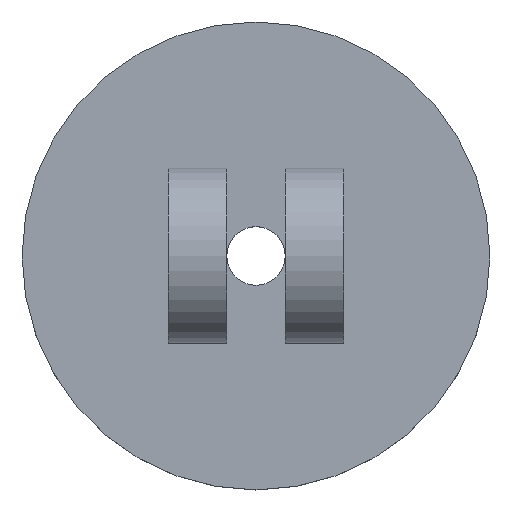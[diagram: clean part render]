
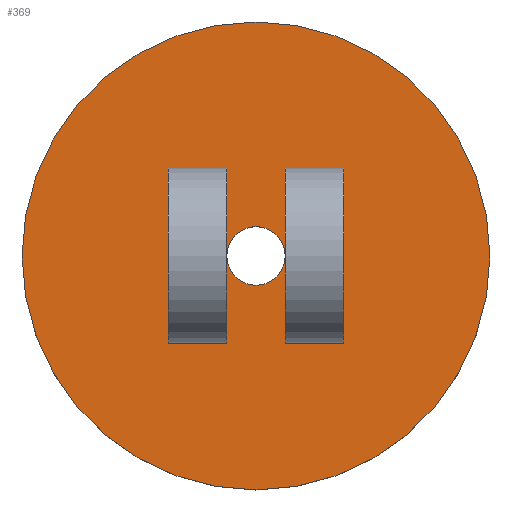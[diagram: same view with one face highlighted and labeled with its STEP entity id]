
A CAD part, top view. The second image highlights one B-rep face of the part: STEP entity #369.
In plain terms, the highlighted planar face has unit normal (0, 0, 1).
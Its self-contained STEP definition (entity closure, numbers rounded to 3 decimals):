
#5 = DIRECTION ( 'NONE',  ( 1., 0., 0. ) ) ;
#10 = DIRECTION ( 'NONE',  ( 0., 0., 1. ) ) ;
#29 = DIRECTION ( 'NONE',  ( 1., 0., 0. ) ) ;
#30 = ORIENTED_EDGE ( 'NONE', *, *, #589, .T. ) ;
#38 = ORIENTED_EDGE ( 'NONE', *, *, #78, .T. ) ;
#39 = EDGE_CURVE ( 'NONE', #610, #577, #224, .T. ) ;
#49 = CARTESIAN_POINT ( 'NONE',  ( -2.5, -7.5, 5. ) ) ;
#50 = ORIENTED_EDGE ( 'NONE', *, *, #134, .F. ) ;
#55 = ORIENTED_EDGE ( 'NONE', *, *, #627, .F. ) ;
#58 = EDGE_CURVE ( 'NONE', #443, #591, #326, .T. ) ;
#63 = DIRECTION ( 'NONE',  ( 0., 1., 0. ) ) ;
#78 = EDGE_CURVE ( 'NONE', #543, #443, #122, .T. ) ;
#95 = VECTOR ( 'NONE', #662, 1000. ) ;
#99 = DIRECTION ( 'NONE',  ( 0., 0., 1. ) ) ;
#106 = LINE ( 'NONE', #49, #242 ) ;
#117 = EDGE_CURVE ( 'NONE', #483, #213, #601, .T. ) ;
#121 = CARTESIAN_POINT ( 'NONE',  ( 2.5, -7.5, 5. ) ) ;
#122 = LINE ( 'NONE', #493, #378 ) ;
#133 = CARTESIAN_POINT ( 'NONE',  ( 2.5, -7.5, 5. ) ) ;
#134 = EDGE_CURVE ( 'NONE', #213, #610, #655, .T. ) ;
#135 = DIRECTION ( 'NONE',  ( 0., 0., 1. ) ) ;
#137 = VECTOR ( 'NONE', #593, 1000. ) ;
#143 = CARTESIAN_POINT ( 'NONE',  ( 2.5, 0., 5. ) ) ;
#159 = FACE_BOUND ( 'NONE', #247, .T. ) ;
#178 = CARTESIAN_POINT ( 'NONE',  ( 0., 0., 5. ) ) ;
#183 = FACE_OUTER_BOUND ( 'NONE', #635, .T. ) ;
#187 = CARTESIAN_POINT ( 'NONE',  ( 7.5, -7.5, 5. ) ) ;
#198 = LINE ( 'NONE', #416, #650 ) ;
#201 = DIRECTION ( 'NONE',  ( 1., 0., 0. ) ) ;
#207 = AXIS2_PLACEMENT_3D ( 'NONE', #215, #10, #592 ) ;
#212 = CARTESIAN_POINT ( 'NONE',  ( 7.5, -7.5, 5. ) ) ;
#213 = VERTEX_POINT ( 'NONE', #187 ) ;
#215 = CARTESIAN_POINT ( 'NONE',  ( 0., 0., 5. ) ) ;
#217 = ORIENTED_EDGE ( 'NONE', *, *, #473, .T. ) ;
#222 = DIRECTION ( 'NONE',  ( 0., -1., 0. ) ) ;
#224 = LINE ( 'NONE', #429, #681 ) ;
#227 = CARTESIAN_POINT ( 'NONE',  ( -2.5, 7.5, 5. ) ) ;
#229 = CARTESIAN_POINT ( 'NONE',  ( 0., 0., 5. ) ) ;
#233 = CARTESIAN_POINT ( 'NONE',  ( 2.5, -7.5, 5. ) ) ;
#240 = EDGE_CURVE ( 'NONE', #688, #342, #431, .T. ) ;
#242 = VECTOR ( 'NONE', #474, 1000. ) ;
#245 = CARTESIAN_POINT ( 'NONE',  ( -2.5, 0., 5. ) ) ;
#247 = EDGE_LOOP ( 'NONE', ( #525, #297, #396, #38, #499, #407, #509, #55, #502, #50, #565, #435 ) ) ;
#257 = CARTESIAN_POINT ( 'NONE',  ( 0., 0., 5. ) ) ;
#283 = LINE ( 'NONE', #233, #390 ) ;
#284 = AXIS2_PLACEMENT_3D ( 'NONE', #504, #508, #29 ) ;
#287 = CARTESIAN_POINT ( 'NONE',  ( -7.5, -7.5, 5. ) ) ;
#297 = ORIENTED_EDGE ( 'NONE', *, *, #641, .T. ) ;
#324 = LINE ( 'NONE', #121, #521 ) ;
#326 = LINE ( 'NONE', #532, #137 ) ;
#329 = CARTESIAN_POINT ( 'NONE',  ( -20., 0., 5. ) ) ;
#336 = CIRCLE ( 'NONE', #207, 20. ) ;
#338 = DIRECTION ( 'NONE',  ( 0., 1., 0. ) ) ;
#342 = VERTEX_POINT ( 'NONE', #143 ) ;
#345 = EDGE_CURVE ( 'NONE', #342, #688, #507, .T. ) ;
#356 = DIRECTION ( 'NONE',  ( 1., 0., 0. ) ) ;
#369 = ADVANCED_FACE ( 'NONE', ( #183, #159 ), #634, .T. ) ;
#376 = VERTEX_POINT ( 'NONE', #329 ) ;
#378 = VECTOR ( 'NONE', #63, 1000. ) ;
#390 = VECTOR ( 'NONE', #222, 1000. ) ;
#392 = DIRECTION ( 'NONE',  ( -1., 0., 0. ) ) ;
#393 = DIRECTION ( 'NONE',  ( 1., 0., 0. ) ) ;
#396 = ORIENTED_EDGE ( 'NONE', *, *, #427, .T. ) ;
#407 = ORIENTED_EDGE ( 'NONE', *, *, #535, .T. ) ;
#416 = CARTESIAN_POINT ( 'NONE',  ( -2.5, -7.5, 5. ) ) ;
#427 = EDGE_CURVE ( 'NONE', #603, #543, #106, .T. ) ;
#429 = CARTESIAN_POINT ( 'NONE',  ( 2.5, 7.5, 5. ) ) ;
#431 = CIRCLE ( 'NONE', #669, 2.5 ) ;
#435 = ORIENTED_EDGE ( 'NONE', *, *, #461, .F. ) ;
#436 = CARTESIAN_POINT ( 'NONE',  ( 2.5, -7.5, 5. ) ) ;
#440 = CARTESIAN_POINT ( 'NONE',  ( 2.5, 7.5, 5. ) ) ;
#443 = VERTEX_POINT ( 'NONE', #588 ) ;
#454 = CARTESIAN_POINT ( 'NONE',  ( 7.5, 7.5, 5. ) ) ;
#461 = EDGE_CURVE ( 'NONE', #342, #483, #324, .T. ) ;
#473 = EDGE_CURVE ( 'NONE', #694, #376, #336, .T. ) ;
#474 = DIRECTION ( 'NONE',  ( -1., 0., 0. ) ) ;
#483 = VERTEX_POINT ( 'NONE', #436 ) ;
#493 = CARTESIAN_POINT ( 'NONE',  ( -7.5, -7.5, 5. ) ) ;
#499 = ORIENTED_EDGE ( 'NONE', *, *, #58, .T. ) ;
#502 = ORIENTED_EDGE ( 'NONE', *, *, #39, .F. ) ;
#504 = CARTESIAN_POINT ( 'NONE',  ( 0., 0., 5. ) ) ;
#507 = CIRCLE ( 'NONE', #284, 2.5 ) ;
#508 = DIRECTION ( 'NONE',  ( 0., 0., 1. ) ) ;
#509 = ORIENTED_EDGE ( 'NONE', *, *, #345, .F. ) ;
#521 = VECTOR ( 'NONE', #576, 1000. ) ;
#525 = ORIENTED_EDGE ( 'NONE', *, *, #240, .F. ) ;
#532 = CARTESIAN_POINT ( 'NONE',  ( -2.5, 7.5, 5. ) ) ;
#535 = EDGE_CURVE ( 'NONE', #591, #688, #198, .T. ) ;
#540 = CIRCLE ( 'NONE', #570, 20. ) ;
#543 = VERTEX_POINT ( 'NONE', #287 ) ;
#551 = DIRECTION ( 'NONE',  ( 0., 0., 1. ) ) ;
#554 = CARTESIAN_POINT ( 'NONE',  ( -2.5, -7.5, 5. ) ) ;
#565 = ORIENTED_EDGE ( 'NONE', *, *, #117, .F. ) ;
#570 = AXIS2_PLACEMENT_3D ( 'NONE', #178, #135, #393 ) ;
#576 = DIRECTION ( 'NONE',  ( 0., -1., 0. ) ) ;
#577 = VERTEX_POINT ( 'NONE', #440 ) ;
#579 = CARTESIAN_POINT ( 'NONE',  ( 20., 0., 5. ) ) ;
#581 = VECTOR ( 'NONE', #338, 1000. ) ;
#588 = CARTESIAN_POINT ( 'NONE',  ( -7.5, 7.5, 5. ) ) ;
#589 = EDGE_CURVE ( 'NONE', #376, #694, #540, .T. ) ;
#591 = VERTEX_POINT ( 'NONE', #227 ) ;
#592 = DIRECTION ( 'NONE',  ( 1., 0., 0. ) ) ;
#593 = DIRECTION ( 'NONE',  ( 1., 0., 0. ) ) ;
#595 = DIRECTION ( 'NONE',  ( 0., -1., 0. ) ) ;
#601 = LINE ( 'NONE', #133, #639 ) ;
#603 = VERTEX_POINT ( 'NONE', #554 ) ;
#610 = VERTEX_POINT ( 'NONE', #454 ) ;
#627 = EDGE_CURVE ( 'NONE', #577, #342, #283, .T. ) ;
#634 = PLANE ( 'NONE',  #646 ) ;
#635 = EDGE_LOOP ( 'NONE', ( #30, #217 ) ) ;
#639 = VECTOR ( 'NONE', #5, 1000. ) ;
#641 = EDGE_CURVE ( 'NONE', #688, #603, #656, .T. ) ;
#646 = AXIS2_PLACEMENT_3D ( 'NONE', #257, #99, #201 ) ;
#650 = VECTOR ( 'NONE', #595, 1000. ) ;
#655 = LINE ( 'NONE', #212, #581 ) ;
#656 = LINE ( 'NONE', #659, #95 ) ;
#659 = CARTESIAN_POINT ( 'NONE',  ( -2.5, -7.5, 5. ) ) ;
#662 = DIRECTION ( 'NONE',  ( 0., -1., 0. ) ) ;
#669 = AXIS2_PLACEMENT_3D ( 'NONE', #229, #551, #356 ) ;
#681 = VECTOR ( 'NONE', #392, 1000. ) ;
#688 = VERTEX_POINT ( 'NONE', #245 ) ;
#694 = VERTEX_POINT ( 'NONE', #579 ) ;
